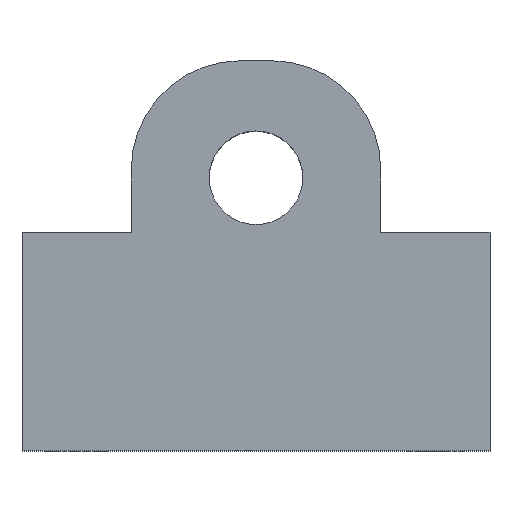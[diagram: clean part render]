
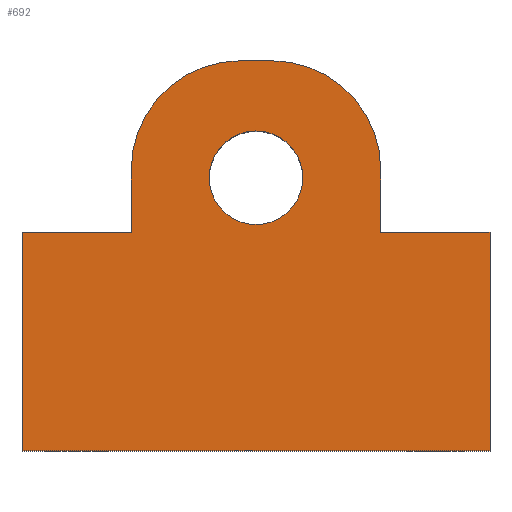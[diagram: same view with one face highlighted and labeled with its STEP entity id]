
A CAD part, top view. The second image highlights one B-rep face of the part: STEP entity #692.
In plain terms, the highlighted planar face has unit normal (0, 0, 1).
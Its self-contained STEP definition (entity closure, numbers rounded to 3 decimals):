
#1 = CARTESIAN_POINT ( 'NONE',  ( 30., 4., -0.5 ) ) ;
#10 = VECTOR ( 'NONE', #521, 1000. ) ;
#21 = CARTESIAN_POINT ( 'NONE',  ( 12., 7.5, -0.5 ) ) ;
#31 = EDGE_CURVE ( 'NONE', #60, #40, #523, .T. ) ;
#38 = ORIENTED_EDGE ( 'NONE', *, *, #794, .T. ) ;
#40 = VERTEX_POINT ( 'NONE', #1 ) ;
#58 = ORIENTED_EDGE ( 'NONE', *, *, #591, .T. ) ;
#60 = VERTEX_POINT ( 'NONE', #253 ) ;
#61 = DIRECTION ( 'NONE',  ( 0., 1., 0. ) ) ;
#64 = LINE ( 'NONE', #330, #800 ) ;
#74 = DIRECTION ( 'NONE',  ( 0., -1., 0. ) ) ;
#79 = VERTEX_POINT ( 'NONE', #630 ) ;
#85 = VECTOR ( 'NONE', #370, 1000. ) ;
#97 = LINE ( 'NONE', #466, #10 ) ;
#101 = ORIENTED_EDGE ( 'NONE', *, *, #622, .T. ) ;
#103 = AXIS2_PLACEMENT_3D ( 'NONE', #132, #568, #74 ) ;
#105 = CARTESIAN_POINT ( 'NONE',  ( 7., 8., -0.5 ) ) ;
#116 = EDGE_CURVE ( 'NONE', #644, #40, #736, .T. ) ;
#130 = EDGE_CURVE ( 'NONE', #60, #79, #510, .T. ) ;
#132 = CARTESIAN_POINT ( 'NONE',  ( 15., 7.5, -0.5 ) ) ;
#133 = LINE ( 'NONE', #315, #279 ) ;
#134 = DIRECTION ( 'NONE',  ( 1., 0., 0. ) ) ;
#176 = VERTEX_POINT ( 'NONE', #21 ) ;
#179 = FACE_BOUND ( 'NONE', #411, .T. ) ;
#187 = CIRCLE ( 'NONE', #707, 7. ) ;
#195 = CARTESIAN_POINT ( 'NONE',  ( 0., -10., -0.5 ) ) ;
#196 = DIRECTION ( 'NONE',  ( 0., -1., 0. ) ) ;
#198 = EDGE_CURVE ( 'NONE', #434, #335, #97, .T. ) ;
#201 = CARTESIAN_POINT ( 'NONE',  ( 15., 7.5, -0.5 ) ) ;
#205 = ORIENTED_EDGE ( 'NONE', *, *, #130, .F. ) ;
#212 = EDGE_CURVE ( 'NONE', #360, #176, #491, .T. ) ;
#214 = EDGE_LOOP ( 'NONE', ( #322, #516, #58, #358, #236, #552, #101, #676, #321, #205 ) ) ;
#236 = ORIENTED_EDGE ( 'NONE', *, *, #198, .T. ) ;
#238 = DIRECTION ( 'NONE',  ( 0., -1., 0. ) ) ;
#240 = CARTESIAN_POINT ( 'NONE',  ( 23., 4., -0.5 ) ) ;
#241 = VECTOR ( 'NONE', #238, 1000. ) ;
#245 = VECTOR ( 'NONE', #324, 1000. ) ;
#253 = CARTESIAN_POINT ( 'NONE',  ( 30., -10., -0.5 ) ) ;
#265 = CARTESIAN_POINT ( 'NONE',  ( 39., -10., -0.5 ) ) ;
#277 = DIRECTION ( 'NONE',  ( 0., -1., 0. ) ) ;
#279 = VECTOR ( 'NONE', #61, 1000. ) ;
#286 = CARTESIAN_POINT ( 'NONE',  ( 16., 15., -0.5 ) ) ;
#313 = CARTESIAN_POINT ( 'NONE',  ( 0., 4., -0.5 ) ) ;
#315 = CARTESIAN_POINT ( 'NONE',  ( 0., -10., -0.5 ) ) ;
#321 = ORIENTED_EDGE ( 'NONE', *, *, #545, .F. ) ;
#322 = ORIENTED_EDGE ( 'NONE', *, *, #31, .T. ) ;
#324 = DIRECTION ( 'NONE',  ( -1., 0., 0. ) ) ;
#325 = DIRECTION ( 'NONE',  ( 0., 0., 1. ) ) ;
#330 = CARTESIAN_POINT ( 'NONE',  ( 0., 4., -0.5 ) ) ;
#332 = DIRECTION ( 'NONE',  ( 1., 0., 0. ) ) ;
#333 = DIRECTION ( 'NONE',  ( 0., 0., -1. ) ) ;
#335 = VERTEX_POINT ( 'NONE', #413 ) ;
#345 = VECTOR ( 'NONE', #760, 1000. ) ;
#348 = CARTESIAN_POINT ( 'NONE',  ( 14., 8., -0.5 ) ) ;
#358 = ORIENTED_EDGE ( 'NONE', *, *, #536, .F. ) ;
#360 = VERTEX_POINT ( 'NONE', #469 ) ;
#365 = LINE ( 'NONE', #240, #85 ) ;
#368 = VERTEX_POINT ( 'NONE', #595 ) ;
#370 = DIRECTION ( 'NONE',  ( 0., 1., 0. ) ) ;
#378 = CARTESIAN_POINT ( 'NONE',  ( 23., 4., -0.5 ) ) ;
#390 = VERTEX_POINT ( 'NONE', #105 ) ;
#405 = DIRECTION ( 'NONE',  ( 0., -1., 0. ) ) ;
#408 = AXIS2_PLACEMENT_3D ( 'NONE', #201, #333, #277 ) ;
#411 = EDGE_LOOP ( 'NONE', ( #699, #38 ) ) ;
#413 = CARTESIAN_POINT ( 'NONE',  ( 14., 15., -0.5 ) ) ;
#414 = EDGE_CURVE ( 'NONE', #390, #335, #499, .T. ) ;
#434 = VERTEX_POINT ( 'NONE', #286 ) ;
#466 = CARTESIAN_POINT ( 'NONE',  ( 39., 15., -0.5 ) ) ;
#469 = CARTESIAN_POINT ( 'NONE',  ( 18., 7.5, -0.5 ) ) ;
#471 = CIRCLE ( 'NONE', #103, 3. ) ;
#488 = AXIS2_PLACEMENT_3D ( 'NONE', #348, #780, #405 ) ;
#490 = FACE_OUTER_BOUND ( 'NONE', #214, .T. ) ;
#491 = CIRCLE ( 'NONE', #408, 3. ) ;
#492 = CARTESIAN_POINT ( 'NONE',  ( 7., 4., -0.5 ) ) ;
#499 = CIRCLE ( 'NONE', #488, 7. ) ;
#503 = VERTEX_POINT ( 'NONE', #492 ) ;
#510 = LINE ( 'NONE', #195, #245 ) ;
#516 = ORIENTED_EDGE ( 'NONE', *, *, #116, .F. ) ;
#521 = DIRECTION ( 'NONE',  ( -1., 0., 0. ) ) ;
#523 = LINE ( 'NONE', #623, #345 ) ;
#532 = VECTOR ( 'NONE', #134, 1000. ) ;
#536 = EDGE_CURVE ( 'NONE', #434, #702, #187, .T. ) ;
#545 = EDGE_CURVE ( 'NONE', #79, #368, #133, .T. ) ;
#552 = ORIENTED_EDGE ( 'NONE', *, *, #414, .F. ) ;
#568 = DIRECTION ( 'NONE',  ( 0., 0., -1. ) ) ;
#591 = EDGE_CURVE ( 'NONE', #644, #702, #365, .T. ) ;
#595 = CARTESIAN_POINT ( 'NONE',  ( 0., 4., -0.5 ) ) ;
#617 = CARTESIAN_POINT ( 'NONE',  ( 7., 4., -0.5 ) ) ;
#622 = EDGE_CURVE ( 'NONE', #390, #503, #704, .T. ) ;
#623 = CARTESIAN_POINT ( 'NONE',  ( 30., 15., -0.5 ) ) ;
#630 = CARTESIAN_POINT ( 'NONE',  ( 0., -10., -0.5 ) ) ;
#637 = CARTESIAN_POINT ( 'NONE',  ( 23., 8., -0.5 ) ) ;
#641 = PLANE ( 'NONE',  #740 ) ;
#644 = VERTEX_POINT ( 'NONE', #378 ) ;
#676 = ORIENTED_EDGE ( 'NONE', *, *, #715, .F. ) ;
#692 = ADVANCED_FACE ( 'NONE', ( #490, #179 ), #641, .T. ) ;
#699 = ORIENTED_EDGE ( 'NONE', *, *, #212, .T. ) ;
#702 = VERTEX_POINT ( 'NONE', #637 ) ;
#704 = LINE ( 'NONE', #617, #241 ) ;
#707 = AXIS2_PLACEMENT_3D ( 'NONE', #741, #746, #805 ) ;
#715 = EDGE_CURVE ( 'NONE', #368, #503, #64, .T. ) ;
#736 = LINE ( 'NONE', #313, #532 ) ;
#740 = AXIS2_PLACEMENT_3D ( 'NONE', #265, #325, #196 ) ;
#741 = CARTESIAN_POINT ( 'NONE',  ( 16., 8., -0.5 ) ) ;
#746 = DIRECTION ( 'NONE',  ( 0., 0., -1. ) ) ;
#760 = DIRECTION ( 'NONE',  ( 0., 1., 0. ) ) ;
#780 = DIRECTION ( 'NONE',  ( 0., 0., -1. ) ) ;
#794 = EDGE_CURVE ( 'NONE', #176, #360, #471, .T. ) ;
#800 = VECTOR ( 'NONE', #332, 1000. ) ;
#805 = DIRECTION ( 'NONE',  ( 0., -1., 0. ) ) ;
